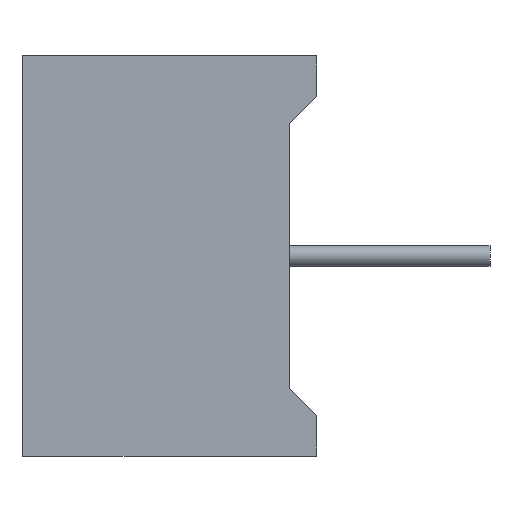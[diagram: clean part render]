
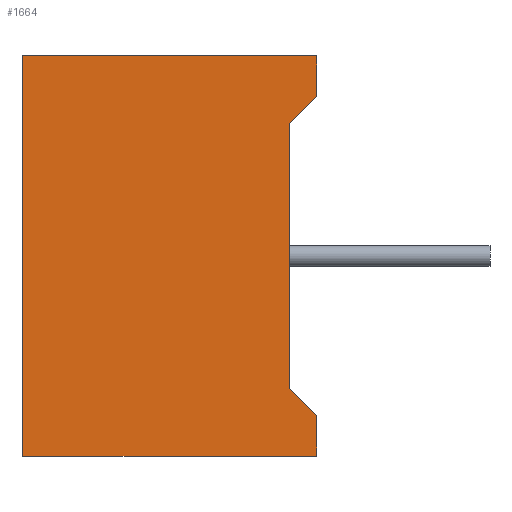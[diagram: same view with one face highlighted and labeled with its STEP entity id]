
A CAD part, left-side view. The second image highlights one B-rep face of the part: STEP entity #1664.
In plain terms, the highlighted planar face has unit normal (-1, 0, 0).
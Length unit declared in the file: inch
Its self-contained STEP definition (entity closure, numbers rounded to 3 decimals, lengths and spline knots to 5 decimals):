
#28 = EDGE_CURVE ( 'NONE', #926, #1968, #2712, .T. ) ;
#179 = EDGE_CURVE ( 'NONE', #926, #1309, #1060, .T. ) ;
#264 = DIRECTION ( 'NONE',  ( 0., -0.707, 0.707 ) ) ;
#302 = VECTOR ( 'NONE', #1067, 39.37008 ) ;
#357 = CARTESIAN_POINT ( 'NONE',  ( -0.2955, -0.04, 0.2355 ) ) ;
#366 = CARTESIAN_POINT ( 'NONE',  ( -0.2955, -0.04, 0.2355 ) ) ;
#394 = VERTEX_POINT ( 'NONE', #1878 ) ;
#443 = VECTOR ( 'NONE', #933, 39.37008 ) ;
#456 = DIRECTION ( 'NONE',  ( 0., 0., 1. ) ) ;
#462 = LINE ( 'NONE', #701, #1174 ) ;
#482 = ORIENTED_EDGE ( 'NONE', *, *, #529, .T. ) ;
#529 = EDGE_CURVE ( 'NONE', #394, #1309, #2008, .T. ) ;
#594 = ORIENTED_EDGE ( 'NONE', *, *, #1203, .T. ) ;
#611 = CARTESIAN_POINT ( 'NONE',  ( -0.2955, -0.04, -0.2955 ) ) ;
#626 = VECTOR ( 'NONE', #264, 39.37008 ) ;
#701 = CARTESIAN_POINT ( 'NONE',  ( -0.2955, 0.394, -0.2955 ) ) ;
#784 = EDGE_CURVE ( 'NONE', #1767, #2155, #2372, .T. ) ;
#829 = CARTESIAN_POINT ( 'NONE',  ( -0.2955, -0.04, -0.2705 ) ) ;
#894 = DIRECTION ( 'NONE',  ( 0., 0., 1. ) ) ;
#926 = VERTEX_POINT ( 'NONE', #2239 ) ;
#933 = DIRECTION ( 'NONE',  ( 0., -1., 0. ) ) ;
#1060 = LINE ( 'NONE', #829, #2615 ) ;
#1067 = DIRECTION ( 'NONE',  ( 0., -1., 0. ) ) ;
#1136 = VECTOR ( 'NONE', #1189, 39.37008 ) ;
#1174 = VECTOR ( 'NONE', #456, 39.37008 ) ;
#1189 = DIRECTION ( 'NONE',  ( 0., 0., 1. ) ) ;
#1191 = LINE ( 'NONE', #366, #626 ) ;
#1203 = EDGE_CURVE ( 'NONE', #2465, #2155, #1732, .T. ) ;
#1224 = ORIENTED_EDGE ( 'NONE', *, *, #2451, .F. ) ;
#1309 = VERTEX_POINT ( 'NONE', #611 ) ;
#1341 = EDGE_LOOP ( 'NONE', ( #482, #1412, #2120, #1869, #2415, #594, #1603, #1224 ) ) ;
#1412 = ORIENTED_EDGE ( 'NONE', *, *, #179, .F. ) ;
#1450 = CARTESIAN_POINT ( 'NONE',  ( -0.2955, 0.394, 0.2955 ) ) ;
#1515 = DIRECTION ( 'NONE',  ( 0., 0., -1. ) ) ;
#1589 = DIRECTION ( 'NONE',  ( 0., 0., -1. ) ) ;
#1592 = FACE_OUTER_BOUND ( 'NONE', #1341, .T. ) ;
#1603 = ORIENTED_EDGE ( 'NONE', *, *, #784, .F. ) ;
#1606 = CARTESIAN_POINT ( 'NONE',  ( -0.2955, 0.394, 0.2955 ) ) ;
#1653 = CARTESIAN_POINT ( 'NONE',  ( -0.2955, 0., -0.2955 ) ) ;
#1657 = CARTESIAN_POINT ( 'NONE',  ( -0.2955, -0.04, 0.2955 ) ) ;
#1664 = ADVANCED_FACE ( 'NONE', ( #1592 ), #2402, .F. ) ;
#1670 = EDGE_CURVE ( 'NONE', #1968, #1735, #2556, .T. ) ;
#1698 = EDGE_CURVE ( 'NONE', #1735, #2465, #1191, .T. ) ;
#1732 = LINE ( 'NONE', #1766, #1136 ) ;
#1735 = VERTEX_POINT ( 'NONE', #2616 ) ;
#1766 = CARTESIAN_POINT ( 'NONE',  ( -0.2955, -0.04, 0.2705 ) ) ;
#1767 = VERTEX_POINT ( 'NONE', #1450 ) ;
#1853 = VECTOR ( 'NONE', #2407, 39.37008 ) ;
#1869 = ORIENTED_EDGE ( 'NONE', *, *, #1670, .T. ) ;
#1878 = CARTESIAN_POINT ( 'NONE',  ( -0.2955, 0.394, -0.2955 ) ) ;
#1952 = VECTOR ( 'NONE', #894, 39.37008 ) ;
#1968 = VERTEX_POINT ( 'NONE', #2595 ) ;
#2008 = LINE ( 'NONE', #2758, #302 ) ;
#2112 = AXIS2_PLACEMENT_3D ( 'NONE', #2392, #2340, #1515 ) ;
#2120 = ORIENTED_EDGE ( 'NONE', *, *, #28, .T. ) ;
#2150 = CARTESIAN_POINT ( 'NONE',  ( -0.2955, 0., -0.1955 ) ) ;
#2155 = VERTEX_POINT ( 'NONE', #1657 ) ;
#2239 = CARTESIAN_POINT ( 'NONE',  ( -0.2955, -0.04, -0.2355 ) ) ;
#2340 = DIRECTION ( 'NONE',  ( 1., 0., 0. ) ) ;
#2372 = LINE ( 'NONE', #1606, #443 ) ;
#2392 = CARTESIAN_POINT ( 'NONE',  ( -0.2955, 0.394, -0.2955 ) ) ;
#2402 = PLANE ( 'NONE',  #2112 ) ;
#2407 = DIRECTION ( 'NONE',  ( 0., 0.707, 0.707 ) ) ;
#2415 = ORIENTED_EDGE ( 'NONE', *, *, #1698, .T. ) ;
#2451 = EDGE_CURVE ( 'NONE', #394, #1767, #462, .T. ) ;
#2465 = VERTEX_POINT ( 'NONE', #357 ) ;
#2556 = LINE ( 'NONE', #1653, #1952 ) ;
#2595 = CARTESIAN_POINT ( 'NONE',  ( -0.2955, 0., -0.1955 ) ) ;
#2615 = VECTOR ( 'NONE', #1589, 39.37008 ) ;
#2616 = CARTESIAN_POINT ( 'NONE',  ( -0.2955, 0., 0.1955 ) ) ;
#2712 = LINE ( 'NONE', #2150, #1853 ) ;
#2758 = CARTESIAN_POINT ( 'NONE',  ( -0.2955, 0.394, -0.2955 ) ) ;
